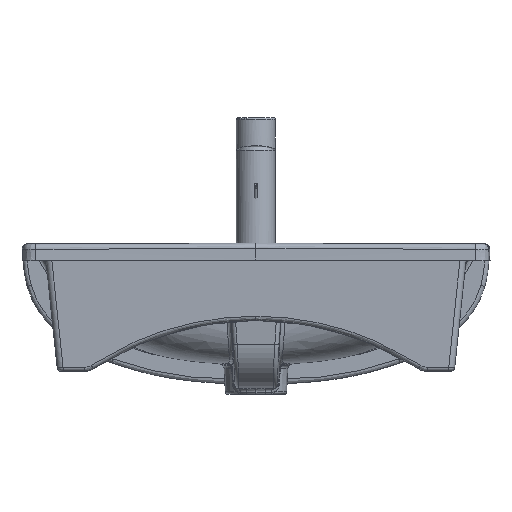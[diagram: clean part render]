
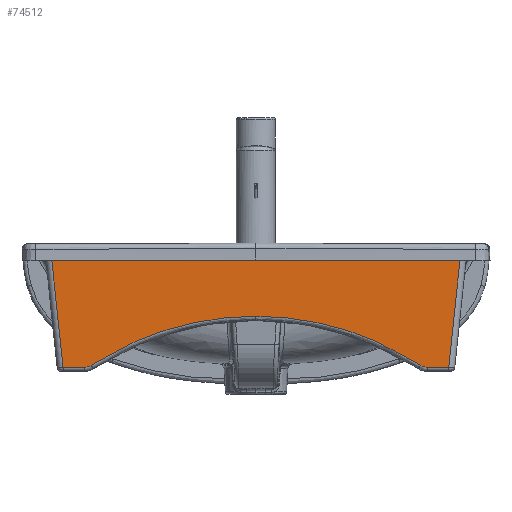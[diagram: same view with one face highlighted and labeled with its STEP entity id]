
A CAD part, left-side view. The second image highlights one B-rep face of the part: STEP entity #74512.
In plain terms, the highlighted planar face has unit normal (-1, 0.001, -0.026).
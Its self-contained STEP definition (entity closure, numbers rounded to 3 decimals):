
#38648=CARTESIAN_POINT('',(28.302,0.,-85.131));
#38649=VERTEX_POINT('',#38648);
#38657=CARTESIAN_POINT('',(29.809,193.801,-142.698));
#38658=VERTEX_POINT('',#38657);
#38659=CARTESIAN_POINT('',(29.809,193.801,-142.698));
#38660=CARTESIAN_POINT('',(29.291,163.384,-122.879));
#38661=CARTESIAN_POINT('',(28.895,129.907,-107.765));
#38662=CARTESIAN_POINT('',(28.641,94.922,-98.057));
#38663=CARTESIAN_POINT('',(28.416,64.058,-89.493));
#38664=CARTESIAN_POINT('',(28.302,32.031,-85.131));
#38665=CARTESIAN_POINT('',(28.302,0.,-85.131));
#38666=B_SPLINE_CURVE_WITH_KNOTS('',3,(#38659,#38660,#38661,#38662,#38663,#38664,#38665),.UNSPECIFIED.,.F.,.U.,(4,3,4),(80.847,233.807,368.747),.UNSPECIFIED.);
#38667=EDGE_CURVE('',#38649,#38658,#38666,.F.);
#74426=CARTESIAN_POINT('',(29.999,0.,-149.948));
#74427=DIRECTION('',(1.,0.,0.026));
#74428=DIRECTION('',(0.026,0.,-1.));
#74429=AXIS2_PLACEMENT_3D('',#74426,#74427,#74428);
#74430=PLANE('',#74429);
#74431=CARTESIAN_POINT('',(29.809,-193.801,-142.698));
#74432=VERTEX_POINT('',#74431);
#74433=CARTESIAN_POINT('',(29.809,-193.801,-142.698));
#74434=CARTESIAN_POINT('',(29.291,-163.384,-122.879));
#74435=CARTESIAN_POINT('',(28.895,-129.906,-107.764));
#74436=CARTESIAN_POINT('',(28.64,-94.921,-98.057));
#74437=CARTESIAN_POINT('',(28.416,-64.058,-89.492));
#74438=CARTESIAN_POINT('',(28.302,-32.03,-85.131));
#74439=CARTESIAN_POINT('',(28.302,0.,-85.131));
#74440=B_SPLINE_CURVE_WITH_KNOTS('',3,(#74433,#74434,#74435,#74436,#74437,#74438,#74439),.UNSPECIFIED.,.F.,.U.,(4,3,4),(80.847,233.808,368.747),.UNSPECIFIED.);
#74441=EDGE_CURVE('',#38649,#74432,#74440,.F.);
#74442=ORIENTED_EDGE('',*,*,#74441,.T.);
#74443=CARTESIAN_POINT('',(29.873,-201.99,-145.131));
#74444=VERTEX_POINT('',#74443);
#74445=CARTESIAN_POINT('',(29.481,-201.987,-130.141));
#74446=DIRECTION('',(-1.,0.,-0.026));
#74447=DIRECTION('',(0.02,-0.656,-0.755));
#74448=AXIS2_PLACEMENT_3D('',#74445,#74446,#74447);
#74449=ELLIPSE('',#74448,14.996,14.993);
#74450=EDGE_CURVE('',#74432,#74444,#74449,.T.);
#74451=ORIENTED_EDGE('',*,*,#74450,.T.);
#74452=CARTESIAN_POINT('',(29.873,-226.889,-145.131));
#74453=VERTEX_POINT('',#74452);
#74454=CARTESIAN_POINT('',(29.873,-226.889,-145.131));
#74455=DIRECTION('',(0.0,1.0,0.0));
#74456=VECTOR('',#74455,24.899);
#74457=LINE('',#74454,#74456);
#74458=EDGE_CURVE('',#74444,#74453,#74457,.F.);
#74459=ORIENTED_EDGE('',*,*,#74458,.T.);
#74460=CARTESIAN_POINT('',(26.566,-240.162,-18.853));
#74461=VERTEX_POINT('',#74460);
#74462=CARTESIAN_POINT('',(29.873,-226.889,-145.131));
#74463=DIRECTION('',(-0.026,-0.104,0.994));
#74464=VECTOR('',#74463,127.017);
#74465=LINE('',#74462,#74464);
#74466=EDGE_CURVE('',#74453,#74461,#74465,.T.);
#74467=ORIENTED_EDGE('',*,*,#74466,.T.);
#74468=CARTESIAN_POINT('',(26.557,0.,-18.473));
#74469=VERTEX_POINT('',#74468);
#74470=CARTESIAN_POINT('',(26.896,9.783,-31.422));
#74471=DIRECTION('',(1.,0.,0.026));
#74472=DIRECTION('',(0.,-1.,0.));
#74473=AXIS2_PLACEMENT_3D('',#74470,#74471,#74472);
#74474=ELLIPSE('',#74473,999.527,12.953);
#74475=EDGE_CURVE('',#74469,#74461,#74474,.T.);
#74476=ORIENTED_EDGE('',*,*,#74475,.F.);
#74477=CARTESIAN_POINT('',(26.566,240.162,-18.853));
#74478=VERTEX_POINT('',#74477);
#74479=CARTESIAN_POINT('',(26.896,-9.783,-31.422));
#74480=DIRECTION('',(-1.,0.,-0.026));
#74481=DIRECTION('',(0.,1.,0.));
#74482=AXIS2_PLACEMENT_3D('',#74479,#74480,#74481);
#74483=ELLIPSE('',#74482,999.527,12.953);
#74484=EDGE_CURVE('',#74469,#74478,#74483,.T.);
#74485=ORIENTED_EDGE('',*,*,#74484,.T.);
#74486=CARTESIAN_POINT('',(29.873,226.889,-145.131));
#74487=VERTEX_POINT('',#74486);
#74488=CARTESIAN_POINT('',(29.873,226.889,-145.131));
#74489=DIRECTION('',(-0.026,0.104,0.994));
#74490=VECTOR('',#74489,127.017);
#74491=LINE('',#74488,#74490);
#74492=EDGE_CURVE('',#74487,#74478,#74491,.T.);
#74493=ORIENTED_EDGE('',*,*,#74492,.F.);
#74494=CARTESIAN_POINT('',(29.873,201.99,-145.131));
#74495=VERTEX_POINT('',#74494);
#74496=CARTESIAN_POINT('',(29.873,201.99,-145.131));
#74497=DIRECTION('',(0.0,1.0,0.0));
#74498=VECTOR('',#74497,24.899);
#74499=LINE('',#74496,#74498);
#74500=EDGE_CURVE('',#74495,#74487,#74499,.T.);
#74501=ORIENTED_EDGE('',*,*,#74500,.F.);
#74502=CARTESIAN_POINT('',(29.481,201.987,-130.141));
#74503=DIRECTION('',(1.,0.,0.026));
#74504=DIRECTION('',(0.02,0.656,-0.755));
#74505=AXIS2_PLACEMENT_3D('',#74502,#74503,#74504);
#74506=ELLIPSE('',#74505,14.996,14.993);
#74507=EDGE_CURVE('',#38658,#74495,#74506,.T.);
#74508=ORIENTED_EDGE('',*,*,#74507,.F.);
#74509=ORIENTED_EDGE('',*,*,#38667,.F.);
#74510=EDGE_LOOP('',(#74442,#74451,#74459,#74467,#74476,#74485,#74493,#74501,#74508,#74509));
#74511=FACE_OUTER_BOUND('',#74510,.T.);
#74512=ADVANCED_FACE('',(#74511),#74430,.F.);
